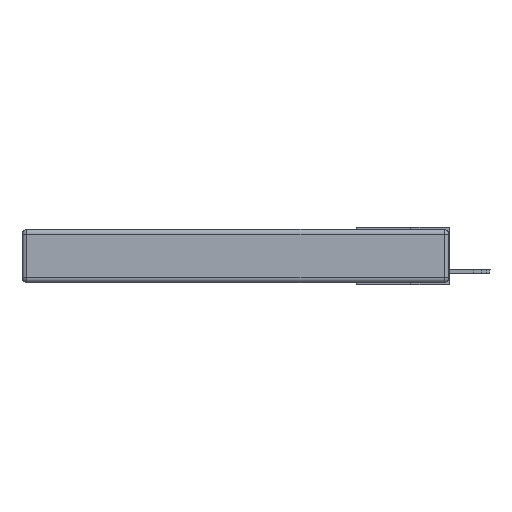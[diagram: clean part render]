
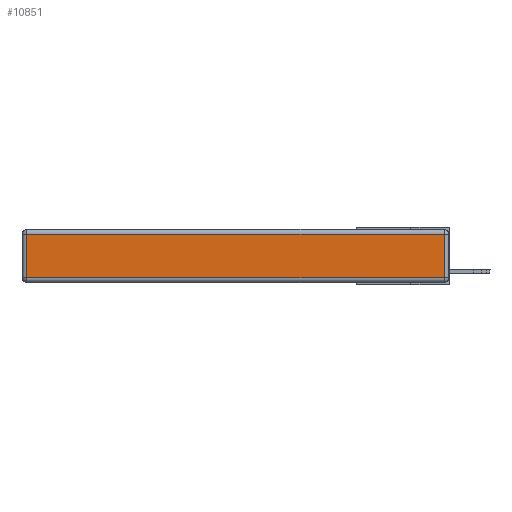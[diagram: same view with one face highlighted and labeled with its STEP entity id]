
A CAD part, left-side view. The second image highlights one B-rep face of the part: STEP entity #10851.
In plain terms, the highlighted planar face has unit normal (-1, 0, 0).
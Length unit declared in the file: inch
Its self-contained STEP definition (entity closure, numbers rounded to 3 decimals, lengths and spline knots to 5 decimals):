
#151 = CARTESIAN_POINT ( 'NONE',  ( 0., 0.03, -0.343 ) ) ;
#256 = VECTOR ( 'NONE', #5968, 39.37008 ) ;
#1615 = EDGE_CURVE ( 'NONE', #12756, #16274, #6098, .T. ) ;
#1912 = CARTESIAN_POINT ( 'NONE',  ( 0., 2.75, -0.03 ) ) ;
#2280 = DIRECTION ( 'NONE',  ( -1., 0., 0. ) ) ;
#4170 = AXIS2_PLACEMENT_3D ( 'NONE', #10711, #2280, #12219 ) ;
#4343 = CARTESIAN_POINT ( 'NONE',  ( 0., 0.03, -0.313 ) ) ;
#4503 = ORIENTED_EDGE ( 'NONE', *, *, #1615, .T. ) ;
#4532 = CARTESIAN_POINT ( 'NONE',  ( 0., 0.03, -0.03 ) ) ;
#5017 = FACE_OUTER_BOUND ( 'NONE', #12442, .T. ) ;
#5094 = PLANE ( 'NONE',  #4170 ) ;
#5811 = ORIENTED_EDGE ( 'NONE', *, *, #7170, .T. ) ;
#5968 = DIRECTION ( 'NONE',  ( 0., 0., 1. ) ) ;
#6098 = LINE ( 'NONE', #8846, #8573 ) ;
#6265 = EDGE_CURVE ( 'NONE', #16274, #17871, #8636, .T. ) ;
#7170 = EDGE_CURVE ( 'NONE', #17964, #12756, #16653, .T. ) ;
#7649 = CARTESIAN_POINT ( 'NONE',  ( 0., 2.72, -0.03 ) ) ;
#7703 = VECTOR ( 'NONE', #14955, 39.37008 ) ;
#8573 = VECTOR ( 'NONE', #14995, 39.37008 ) ;
#8636 = LINE ( 'NONE', #14946, #15806 ) ;
#8846 = CARTESIAN_POINT ( 'NONE',  ( 0., 2.72, -0.343 ) ) ;
#8975 = ORIENTED_EDGE ( 'NONE', *, *, #6265, .T. ) ;
#10711 = CARTESIAN_POINT ( 'NONE',  ( 0., 0., -0.343 ) ) ;
#10717 = DIRECTION ( 'NONE',  ( 0., -1., 0. ) ) ;
#10851 = ADVANCED_FACE ( 'NONE', ( #5017 ), #5094, .T. ) ;
#12219 = DIRECTION ( 'NONE',  ( 0., 0., 1. ) ) ;
#12442 = EDGE_LOOP ( 'NONE', ( #8975, #14642, #5811, #4503 ) ) ;
#12756 = VERTEX_POINT ( 'NONE', #7649 ) ;
#13521 = EDGE_CURVE ( 'NONE', #17871, #17964, #14591, .T. ) ;
#14587 = CARTESIAN_POINT ( 'NONE',  ( 0., 2.72, -0.313 ) ) ;
#14591 = LINE ( 'NONE', #151, #256 ) ;
#14642 = ORIENTED_EDGE ( 'NONE', *, *, #13521, .T. ) ;
#14946 = CARTESIAN_POINT ( 'NONE',  ( 0., 0., -0.313 ) ) ;
#14955 = DIRECTION ( 'NONE',  ( 0., 1., 0. ) ) ;
#14995 = DIRECTION ( 'NONE',  ( 0., 0., -1. ) ) ;
#15806 = VECTOR ( 'NONE', #10717, 39.37008 ) ;
#16274 = VERTEX_POINT ( 'NONE', #14587 ) ;
#16653 = LINE ( 'NONE', #1912, #7703 ) ;
#17871 = VERTEX_POINT ( 'NONE', #4343 ) ;
#17964 = VERTEX_POINT ( 'NONE', #4532 ) ;
